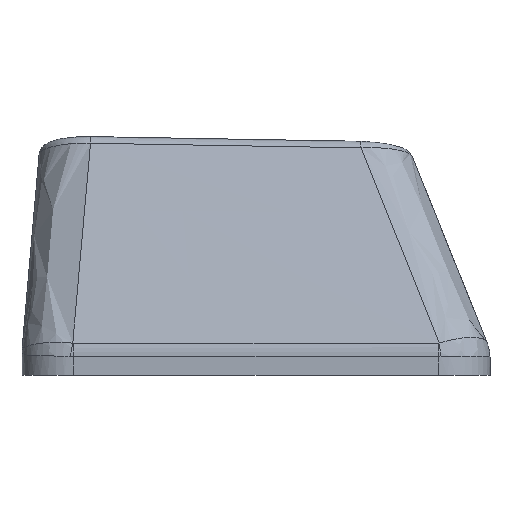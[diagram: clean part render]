
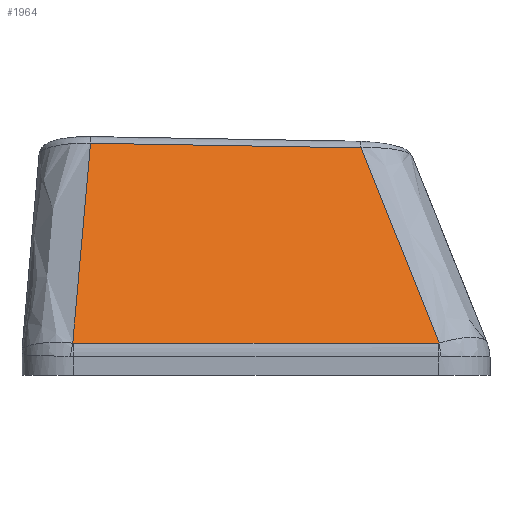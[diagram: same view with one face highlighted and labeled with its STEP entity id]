
A CAD part, left-side view. The second image highlights one B-rep face of the part: STEP entity #1964.
In plain terms, the highlighted free-form (B-spline) face has degree [3, 3] with [4, 4] control points.
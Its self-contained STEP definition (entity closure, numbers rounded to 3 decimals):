
#98=B_SPLINE_SURFACE_WITH_KNOTS('',3,3,((#4073,#4074,#4075,#4076),(#4077,
#4078,#4079,#4080),(#4081,#4082,#4083,#4084),(#4085,#4086,#4087,#4088)),
 .UNSPECIFIED.,.F.,.F.,.F.,(4,4),(4,4),(0.104,0.892),
(0.041,0.97),.UNSPECIFIED.);
#174=FACE_OUTER_BOUND('',#270,.T.);
#270=EDGE_LOOP('',(#1606,#1607,#1608,#1609,#1610,#1611));
#464=B_SPLINE_CURVE_WITH_KNOTS('',3,(#3769,#3770,#3771,#3772),
 .UNSPECIFIED.,.F.,.F.,(4,4),(0.,0.003),
 .UNSPECIFIED.);
#466=B_SPLINE_CURVE_WITH_KNOTS('',3,(#3796,#3797,#3798,#3799),
 .UNSPECIFIED.,.F.,.F.,(4,4),(0.,1.416),.UNSPECIFIED.);
#468=B_SPLINE_CURVE_WITH_KNOTS('',3,(#3823,#3824,#3825,#3826),
 .UNSPECIFIED.,.F.,.F.,(4,4),(0.,0.003),
 .UNSPECIFIED.);
#483=B_SPLINE_CURVE_WITH_KNOTS('',3,(#4090,#4091,#4092,#4093),
 .UNSPECIFIED.,.F.,.F.,(4,4),(0.039,0.904),
 .UNSPECIFIED.);
#484=B_SPLINE_CURVE_WITH_KNOTS('',3,(#4095,#4096,#4097,#4098),
 .UNSPECIFIED.,.F.,.F.,(4,4),(-1.049,0.),.UNSPECIFIED.);
#485=B_SPLINE_CURVE_WITH_KNOTS('',3,(#4099,#4100,#4101,#4102),
 .UNSPECIFIED.,.F.,.F.,(4,4),(-0.867,-0.037),
 .UNSPECIFIED.);
#838=VERTEX_POINT('',#3733);
#840=VERTEX_POINT('',#3762);
#842=VERTEX_POINT('',#3789);
#844=VERTEX_POINT('',#3816);
#860=VERTEX_POINT('',#4089);
#861=VERTEX_POINT('',#4094);
#1102=EDGE_CURVE('',#838,#840,#464,.T.);
#1105=EDGE_CURVE('',#840,#842,#466,.T.);
#1108=EDGE_CURVE('',#842,#844,#468,.T.);
#1132=EDGE_CURVE('',#860,#838,#483,.T.);
#1133=EDGE_CURVE('',#861,#860,#484,.T.);
#1134=EDGE_CURVE('',#844,#861,#485,.T.);
#1606=ORIENTED_EDGE('',*,*,#1108,.F.);
#1607=ORIENTED_EDGE('',*,*,#1105,.F.);
#1608=ORIENTED_EDGE('',*,*,#1102,.F.);
#1609=ORIENTED_EDGE('',*,*,#1132,.F.);
#1610=ORIENTED_EDGE('',*,*,#1133,.F.);
#1611=ORIENTED_EDGE('',*,*,#1134,.F.);
#1964=ADVANCED_FACE('',(#174),#98,.T.);
#3733=CARTESIAN_POINT('',(-8.981,-7.107,0.26));
#3762=CARTESIAN_POINT('',(-8.982,-7.081,0.258));
#3769=CARTESIAN_POINT('Ctrl Pts',(-8.981,-7.107,0.26));
#3770=CARTESIAN_POINT('Ctrl Pts',(-8.982,-7.098,0.259));
#3771=CARTESIAN_POINT('Ctrl Pts',(-8.982,-7.089,0.258));
#3772=CARTESIAN_POINT('Ctrl Pts',(-8.982,-7.081,0.258));
#3789=CARTESIAN_POINT('',(-8.986,7.08,0.253));
#3796=CARTESIAN_POINT('Ctrl Pts',(-8.982,-7.081,0.258));
#3797=CARTESIAN_POINT('Ctrl Pts',(-8.984,-2.36,0.256));
#3798=CARTESIAN_POINT('Ctrl Pts',(-8.985,2.36,0.255));
#3799=CARTESIAN_POINT('Ctrl Pts',(-8.986,7.08,0.253));
#3816=CARTESIAN_POINT('',(-8.985,7.111,0.256));
#3823=CARTESIAN_POINT('Ctrl Pts',(-8.986,7.08,0.253));
#3824=CARTESIAN_POINT('Ctrl Pts',(-8.986,7.091,0.253));
#3825=CARTESIAN_POINT('Ctrl Pts',(-8.986,7.101,0.254));
#3826=CARTESIAN_POINT('Ctrl Pts',(-8.985,7.111,0.256));
#4073=CARTESIAN_POINT('Ctrl Pts',(-6.097,-4.453,7.83));
#4074=CARTESIAN_POINT('Ctrl Pts',(-7.06,-5.339,5.303));
#4075=CARTESIAN_POINT('Ctrl Pts',(-8.023,-6.225,2.775));
#4076=CARTESIAN_POINT('Ctrl Pts',(-8.986,-7.111,0.247));
#4077=CARTESIAN_POINT('Ctrl Pts',(-6.097,-0.691,7.893));
#4078=CARTESIAN_POINT('Ctrl Pts',(-7.06,-1.251,5.345));
#4079=CARTESIAN_POINT('Ctrl Pts',(-8.023,-1.811,2.797));
#4080=CARTESIAN_POINT('Ctrl Pts',(-8.986,-2.37,0.249));
#4081=CARTESIAN_POINT('Ctrl Pts',(-6.097,3.071,7.955));
#4082=CARTESIAN_POINT('Ctrl Pts',(-7.06,2.837,5.387));
#4083=CARTESIAN_POINT('Ctrl Pts',(-8.023,2.604,2.819));
#4084=CARTESIAN_POINT('Ctrl Pts',(-8.986,2.37,0.251));
#4085=CARTESIAN_POINT('Ctrl Pts',(-6.097,6.832,8.017));
#4086=CARTESIAN_POINT('Ctrl Pts',(-7.06,6.925,5.429));
#4087=CARTESIAN_POINT('Ctrl Pts',(-8.023,7.018,2.841));
#4088=CARTESIAN_POINT('Ctrl Pts',(-8.986,7.111,0.253));
#4089=CARTESIAN_POINT('',(-6.099,-4.07,7.831));
#4090=CARTESIAN_POINT('Ctrl Pts',(-6.099,-4.07,7.831));
#4091=CARTESIAN_POINT('Ctrl Pts',(-7.059,-5.081,5.307));
#4092=CARTESIAN_POINT('Ctrl Pts',(-8.02,-6.094,2.783));
#4093=CARTESIAN_POINT('Ctrl Pts',(-8.981,-7.107,0.26));
#4094=CARTESIAN_POINT('',(-6.097,6.422,8.01));
#4095=CARTESIAN_POINT('Ctrl Pts',(-6.097,6.422,8.01));
#4096=CARTESIAN_POINT('Ctrl Pts',(-6.098,2.925,7.951));
#4097=CARTESIAN_POINT('Ctrl Pts',(-6.098,-0.573,
7.891));
#4098=CARTESIAN_POINT('Ctrl Pts',(-6.099,-4.07,7.831));
#4099=CARTESIAN_POINT('Ctrl Pts',(-8.985,7.111,0.256));
#4100=CARTESIAN_POINT('Ctrl Pts',(-8.023,6.882,2.841));
#4101=CARTESIAN_POINT('Ctrl Pts',(-7.061,6.652,5.426));
#4102=CARTESIAN_POINT('Ctrl Pts',(-6.097,6.422,8.01));
